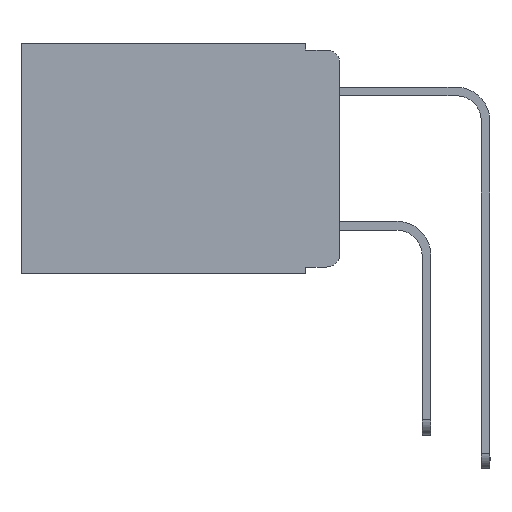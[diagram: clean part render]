
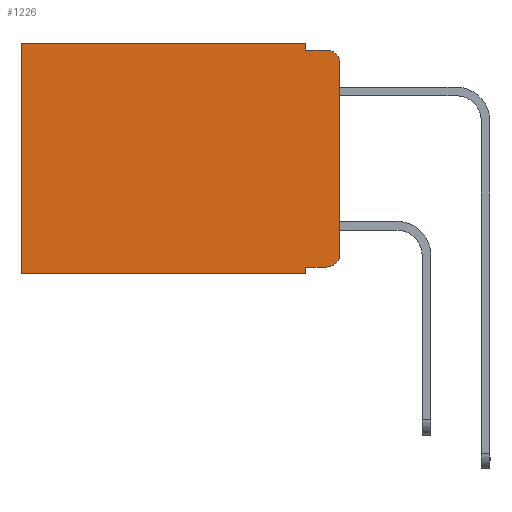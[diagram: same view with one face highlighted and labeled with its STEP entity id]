
A CAD part, left-side view. The second image highlights one B-rep face of the part: STEP entity #1226.
In plain terms, the highlighted planar face has unit normal (-1, 0, 0).
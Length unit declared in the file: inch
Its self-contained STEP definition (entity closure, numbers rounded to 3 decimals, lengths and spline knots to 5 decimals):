
#13 = VERTEX_POINT ( 'NONE', #1455 ) ;
#160 = VERTEX_POINT ( 'NONE', #12891 ) ;
#486 = EDGE_CURVE ( 'NONE', #13, #14523, #12749, .T. ) ;
#538 = VERTEX_POINT ( 'NONE', #2759 ) ;
#1112 = VECTOR ( 'NONE', #14540, 39.37008 ) ;
#1164 = CARTESIAN_POINT ( 'NONE',  ( 0.298, 0.473, 0. ) ) ;
#1226 = ADVANCED_FACE ( 'NONE', ( #3809 ), #7112, .F. ) ;
#1359 = VECTOR ( 'NONE', #21627, 39.37008 ) ;
#1455 = CARTESIAN_POINT ( 'NONE',  ( 0.298, 0.051, -0.333 ) ) ;
#1653 = ORIENTED_EDGE ( 'NONE', *, *, #5404, .T. ) ;
#1715 = VERTEX_POINT ( 'NONE', #5981 ) ;
#1782 = CARTESIAN_POINT ( 'NONE',  ( 0.298, 0.051, 0. ) ) ;
#2031 = CARTESIAN_POINT ( 'NONE',  ( 0.298, 0.02, -0.03 ) ) ;
#2759 = CARTESIAN_POINT ( 'NONE',  ( 0.298, 0.051, -0.01 ) ) ;
#3112 = EDGE_CURVE ( 'NONE', #160, #1715, #14312, .T. ) ;
#3188 = LINE ( 'NONE', #6283, #11783 ) ;
#3313 = VECTOR ( 'NONE', #5996, 39.37008 ) ;
#3586 = DIRECTION ( 'NONE',  ( 0., -1., 0. ) ) ;
#3809 = FACE_OUTER_BOUND ( 'NONE', #8627, .T. ) ;
#3857 = AXIS2_PLACEMENT_3D ( 'NONE', #15723, #20244, #20687 ) ;
#3909 = LINE ( 'NONE', #10399, #8113 ) ;
#4163 = CARTESIAN_POINT ( 'NONE',  ( 0.298, 0.02, -0.01 ) ) ;
#4227 = VECTOR ( 'NONE', #11480, 39.37008 ) ;
#4244 = CARTESIAN_POINT ( 'NONE',  ( 0.298, 0.02, -0.333 ) ) ;
#4722 = CARTESIAN_POINT ( 'NONE',  ( 0.298, 0., 0. ) ) ;
#4919 = ORIENTED_EDGE ( 'NONE', *, *, #6004, .T. ) ;
#4930 = LINE ( 'NONE', #4722, #1359 ) ;
#5304 = ORIENTED_EDGE ( 'NONE', *, *, #14344, .F. ) ;
#5404 = EDGE_CURVE ( 'NONE', #21488, #15968, #4930, .T. ) ;
#5491 = CARTESIAN_POINT ( 'NONE',  ( 0.298, 0., -0.343 ) ) ;
#5728 = VERTEX_POINT ( 'NONE', #4163 ) ;
#5981 = CARTESIAN_POINT ( 'NONE',  ( 0.298, 0., -0.313 ) ) ;
#5996 = DIRECTION ( 'NONE',  ( 0., 0., -1. ) ) ;
#6004 = EDGE_CURVE ( 'NONE', #14523, #1715, #21040, .T. ) ;
#6155 = CARTESIAN_POINT ( 'NONE',  ( 0.298, 0.473, 0. ) ) ;
#6283 = CARTESIAN_POINT ( 'NONE',  ( 0.298, 0.051, 0. ) ) ;
#7112 = PLANE ( 'NONE',  #8191 ) ;
#7434 = CARTESIAN_POINT ( 'NONE',  ( 0.298, 0.473, -0.343 ) ) ;
#7521 = VECTOR ( 'NONE', #15686, 39.37008 ) ;
#7971 = CARTESIAN_POINT ( 'NONE',  ( 0.298, 0.051, 0. ) ) ;
#8113 = VECTOR ( 'NONE', #3586, 39.37008 ) ;
#8115 = ORIENTED_EDGE ( 'NONE', *, *, #20451, .F. ) ;
#8191 = AXIS2_PLACEMENT_3D ( 'NONE', #13787, #15530, #12479 ) ;
#8627 = EDGE_LOOP ( 'NONE', ( #15487, #15775, #5304, #10652, #1653, #12977, #18062, #8115, #19227, #4919 ) ) ;
#9248 = CIRCLE ( 'NONE', #21512, 0.02 ) ;
#9524 = LINE ( 'NONE', #1164, #1112 ) ;
#9841 = VECTOR ( 'NONE', #11314, 39.37008 ) ;
#10399 = CARTESIAN_POINT ( 'NONE',  ( 0.298, 0.051, -0.01 ) ) ;
#10593 = VERTEX_POINT ( 'NONE', #14808 ) ;
#10652 = ORIENTED_EDGE ( 'NONE', *, *, #13240, .F. ) ;
#11314 = DIRECTION ( 'NONE',  ( 0., -1., 0. ) ) ;
#11480 = DIRECTION ( 'NONE',  ( 0., 0., -1. ) ) ;
#11568 = EDGE_CURVE ( 'NONE', #160, #5728, #9248, .T. ) ;
#11761 = VERTEX_POINT ( 'NONE', #7434 ) ;
#11783 = VECTOR ( 'NONE', #19976, 39.37008 ) ;
#12032 = DIRECTION ( 'NONE',  ( 0., 0., -1. ) ) ;
#12361 = CARTESIAN_POINT ( 'NONE',  ( 0.298, 0., 0. ) ) ;
#12479 = DIRECTION ( 'NONE',  ( 0., 0., -1. ) ) ;
#12749 = LINE ( 'NONE', #16460, #9841 ) ;
#12891 = CARTESIAN_POINT ( 'NONE',  ( 0.298, 0., -0.03 ) ) ;
#12977 = ORIENTED_EDGE ( 'NONE', *, *, #14498, .T. ) ;
#13240 = EDGE_CURVE ( 'NONE', #21488, #538, #14969, .T. ) ;
#13787 = CARTESIAN_POINT ( 'NONE',  ( 0.298, 0., 0. ) ) ;
#14312 = LINE ( 'NONE', #12361, #3313 ) ;
#14344 = EDGE_CURVE ( 'NONE', #538, #5728, #3909, .T. ) ;
#14498 = EDGE_CURVE ( 'NONE', #15968, #11761, #9524, .T. ) ;
#14523 = VERTEX_POINT ( 'NONE', #4244 ) ;
#14540 = DIRECTION ( 'NONE',  ( 0., 0., -1. ) ) ;
#14808 = CARTESIAN_POINT ( 'NONE',  ( 0.298, 0.051, -0.343 ) ) ;
#14969 = LINE ( 'NONE', #7971, #4227 ) ;
#15090 = DIRECTION ( 'NONE',  ( -1., 0., 0. ) ) ;
#15487 = ORIENTED_EDGE ( 'NONE', *, *, #3112, .F. ) ;
#15530 = DIRECTION ( 'NONE',  ( 1., 0., 0. ) ) ;
#15686 = DIRECTION ( 'NONE',  ( 0., 1., 0. ) ) ;
#15723 = CARTESIAN_POINT ( 'NONE',  ( 0.298, 0.02, -0.313 ) ) ;
#15775 = ORIENTED_EDGE ( 'NONE', *, *, #11568, .T. ) ;
#15800 = LINE ( 'NONE', #5491, #7521 ) ;
#15968 = VERTEX_POINT ( 'NONE', #6155 ) ;
#16460 = CARTESIAN_POINT ( 'NONE',  ( 0.298, 0.051, -0.333 ) ) ;
#18062 = ORIENTED_EDGE ( 'NONE', *, *, #18507, .F. ) ;
#18507 = EDGE_CURVE ( 'NONE', #10593, #11761, #15800, .T. ) ;
#19227 = ORIENTED_EDGE ( 'NONE', *, *, #486, .T. ) ;
#19976 = DIRECTION ( 'NONE',  ( 0., 0., -1. ) ) ;
#20244 = DIRECTION ( 'NONE',  ( -1., 0., 0. ) ) ;
#20451 = EDGE_CURVE ( 'NONE', #13, #10593, #3188, .T. ) ;
#20687 = DIRECTION ( 'NONE',  ( 0., 0., -1. ) ) ;
#21040 = CIRCLE ( 'NONE', #3857, 0.02 ) ;
#21488 = VERTEX_POINT ( 'NONE', #1782 ) ;
#21512 = AXIS2_PLACEMENT_3D ( 'NONE', #2031, #15090, #12032 ) ;
#21627 = DIRECTION ( 'NONE',  ( 0., 1., 0. ) ) ;
